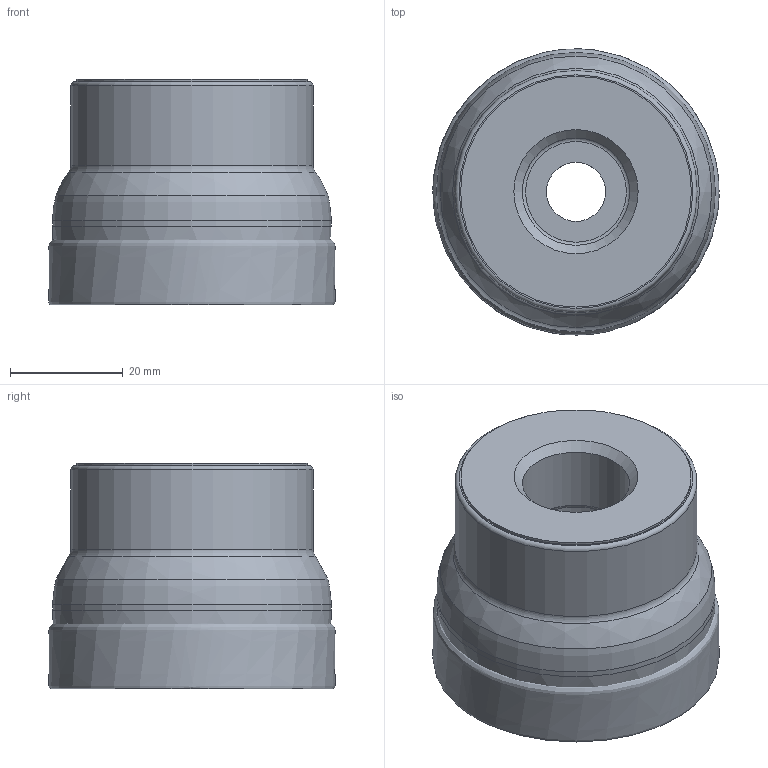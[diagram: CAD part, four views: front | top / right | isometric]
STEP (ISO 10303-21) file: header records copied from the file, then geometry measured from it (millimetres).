
FILE_DESCRIPTION(/* description */ (''),/* implementation_level */ '2;1');
FILE_NAME(/* name */ 'toolassembly_1.stp',/* time_stamp */ '2019-10-02T13:37:43+02:00',/* author */ (''),/* organization */ ('SMS'),/* preprocessor_version */ 'ST-DEVELOPER v16.7',/* originating_system */ 'SIEMENS PLM Software NX 12.0',/* authorisation */ '');
FILE_SCHEMA (('AUTOMOTIVE_DESIGN { 1 0 10303 214 3 1 1 1 }'));
Length unit declared in the file: millimetre
Products named in the file (4): CUT_20191002133659; NOCUT_20191002133637; ASSEMBLY_CONSTRUCTION; TOOLASSEMBLY_1
Assembly tree (3 placements, depth 2):
  TOOLASSEMBLY_1
    ASSEMBLY_CONSTRUCTION
    NOCUT_20191002133637
    CUT_20191002133659
Bounding box: 50.81 x 50.81 x 40.01 mm (x, y, z)
Volume: 70132.3 mm3; surface area: 16121.6 mm2
Topology: 2 solids, 2 shells, 27 faces, 52 edges, 40 vertices
Faces by surface type: cylinder 7, plane 6, torus 6, cone 5, revolution 2, bspline 1
Full cylindrical faces by diameter (mm): 10.5 x1, 14.2 x1, 19.061 x1, 19.5 x1, 41 x1, 43 x1, 49.533 x1
Entity records: 5677 total; most frequent: CARTESIAN_POINT 5011, DIRECTION 128, AXIS2_PLACEMENT_3D 63, FACE_BOUND 53, EDGE_LOOP 52, ORIENTED_EDGE 52, ADVANCED_FACE 27, VERTEX_POINT 27
